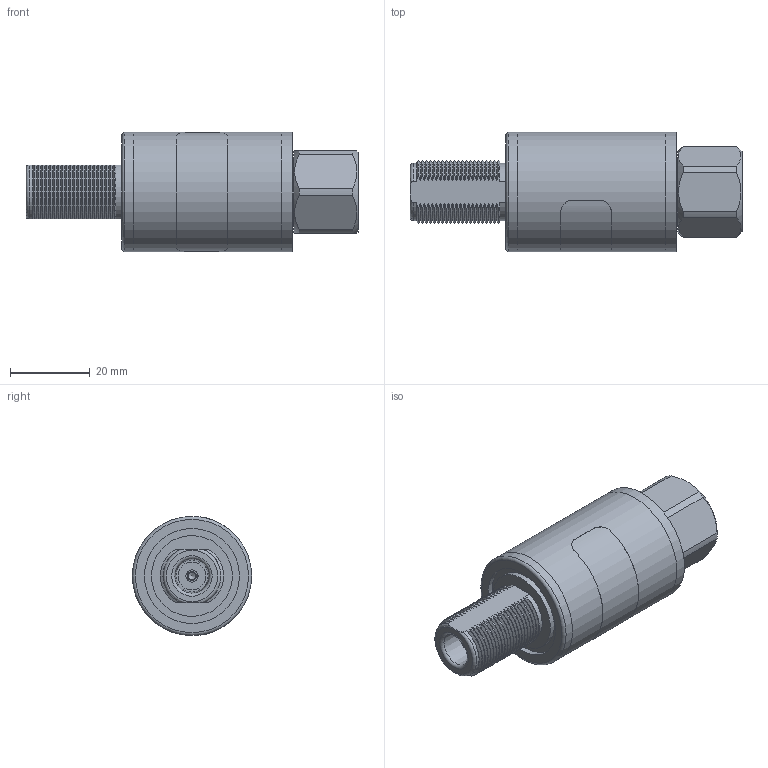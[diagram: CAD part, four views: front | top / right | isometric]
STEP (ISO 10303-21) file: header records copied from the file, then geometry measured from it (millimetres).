
FILE_DESCRIPTION (( 'STEP AP214' ), '1' );
FILE_NAME ('FMSP1001.STEP', '2021-04-12T15:30:04', ( '' ), ( '' ), 'SwSTEP 2.0', 'SolidWorks 2020', '' );
FILE_SCHEMA (( 'AUTOMOTIVE_DESIGN' ));
Length unit declared in the file: inch
Products named in the file (12): 5800-0275; 2802-9019; 7040-0049; 2811-0005; 7040-0092; 5800-0274; CURVED LP LABEL_CURVED2; 5800-0276; 1502-0709; 1909-0001; 2801-9026; FMSP1001
Assembly tree (13 placements, depth 2):
  FMSP1001
    5800-0276
    2801-9026
    5800-0274
    2811-0005  x2
    5800-0275
    2802-9019
    1502-0709
    1909-0001
    7040-0049
    7040-0092  x2
    CURVED LP LABEL_CURVED2
Bounding box: 83.44 x 30 x 29.97 mm (x, y, z)
Volume: 27647.8 mm3; surface area: 23337.1 mm2
Topology: 13 solids, 13 shells, 413 faces, 990 edges, 628 vertices
Faces by surface type: cylinder 179, cone 129, plane 83, torus 22
Full cylindrical faces by diameter (mm): 1.651 x6, 2.02 x5, 2.505 x5, 2.845 x4, 2.921 x2, 3.048 x2, 7.01 x2, 8.026 x1, 8.077 x1, 9.246 x1, 9.525 x1, 10.16 x2, 10.211 x2, 12.802 x1, 12.827 x1, 14.5 x4, 14.859 x1, 15.875 x4, 16.129 x1, 17.399 x2, 17.526 x2, 18.542 x1, 19.05 x1, 20.32 x3, 22.098 x2, 22.352 x2, 23.876 x1, 25.222 x2, 25.324 x2, 25.4 x4
Entity records: 12154 total; most frequent: CARTESIAN_POINT 2761, DIRECTION 1864, ORIENTED_EDGE 1668, EDGE_CURVE 834, AXIS2_PLACEMENT_3D 809, VERTEX_POINT 610, EDGE_LOOP 574, FACE_OUTER_BOUND 494
